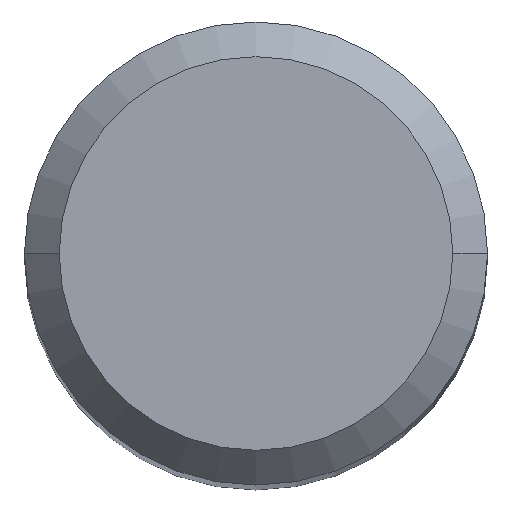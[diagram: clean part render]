
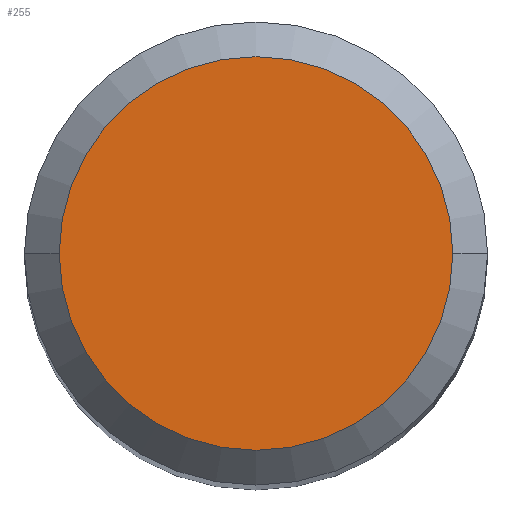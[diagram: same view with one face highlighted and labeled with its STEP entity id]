
A CAD part, top view. The second image highlights one B-rep face of the part: STEP entity #255.
In plain terms, the highlighted planar face has unit normal (0, 0, 1).
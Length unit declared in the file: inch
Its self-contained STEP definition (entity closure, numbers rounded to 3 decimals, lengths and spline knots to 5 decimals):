
#15 = DIRECTION ( 'NONE',  ( 0., 0., 1. ) ) ;
#31 = EDGE_CURVE ( 'NONE', #256, #162, #110, .T. ) ;
#49 = EDGE_CURVE ( 'NONE', #162, #256, #483, .T. ) ;
#89 = EDGE_LOOP ( 'NONE', ( #148, #135 ) ) ;
#104 = AXIS2_PLACEMENT_3D ( 'NONE', #122, #308, #201 ) ;
#110 = CIRCLE ( 'NONE', #337, 0.10625 ) ;
#122 = CARTESIAN_POINT ( 'NONE',  ( 0., 0., 0. ) ) ;
#135 = ORIENTED_EDGE ( 'NONE', *, *, #49, .T. ) ;
#148 = ORIENTED_EDGE ( 'NONE', *, *, #31, .T. ) ;
#162 = VERTEX_POINT ( 'NONE', #459 ) ;
#201 = DIRECTION ( 'NONE',  ( -1., 0., 0. ) ) ;
#255 = ADVANCED_FACE ( 'NONE', ( #457 ), #267, .F. ) ;
#256 = VERTEX_POINT ( 'NONE', #313 ) ;
#267 = PLANE ( 'NONE',  #104 ) ;
#270 = AXIS2_PLACEMENT_3D ( 'NONE', #312, #473, #420 ) ;
#284 = DIRECTION ( 'NONE',  ( 1., 0., 0. ) ) ;
#287 = CARTESIAN_POINT ( 'NONE',  ( 0., 0., 0. ) ) ;
#308 = DIRECTION ( 'NONE',  ( 0., 0., -1. ) ) ;
#312 = CARTESIAN_POINT ( 'NONE',  ( 0., 0., 0. ) ) ;
#313 = CARTESIAN_POINT ( 'NONE',  ( -0.10625, 0., 0. ) ) ;
#337 = AXIS2_PLACEMENT_3D ( 'NONE', #287, #15, #284 ) ;
#420 = DIRECTION ( 'NONE',  ( 1., 0., 0. ) ) ;
#457 = FACE_OUTER_BOUND ( 'NONE', #89, .T. ) ;
#459 = CARTESIAN_POINT ( 'NONE',  ( 0.10625, 0., 0. ) ) ;
#473 = DIRECTION ( 'NONE',  ( 0., 0., 1. ) ) ;
#483 = CIRCLE ( 'NONE', #270, 0.10625 ) ;
